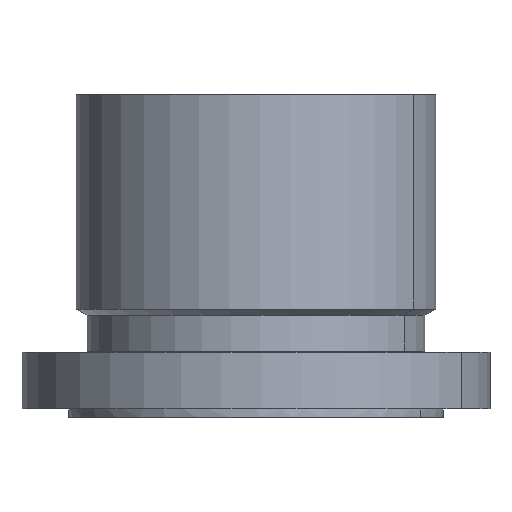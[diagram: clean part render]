
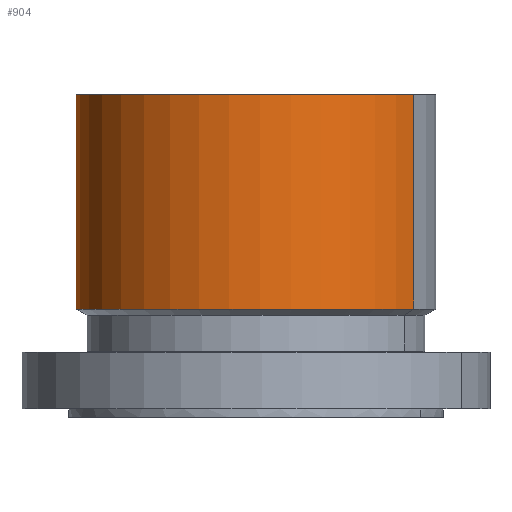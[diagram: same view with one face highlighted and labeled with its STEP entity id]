
A CAD part, left-side view. The second image highlights one B-rep face of the part: STEP entity #904.
In plain terms, the highlighted cylindrical face has radius 170.688 mm (diameter 341.376 mm), a partial arc.
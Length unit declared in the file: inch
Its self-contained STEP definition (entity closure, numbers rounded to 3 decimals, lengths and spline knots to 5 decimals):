
#852=AXIS2_PLACEMENT_3D('Circle Axis2P3D',#850,#851,$) ;
#865=AXIS2_PLACEMENT_3D('Cylinder Axis2P3D',#862,#863,#864) ;
#895=AXIS2_PLACEMENT_3D('Circle Axis2P3D',#893,#894,$) ;
#828=CARTESIAN_POINT('Vertex',(3.22174,5.89735,3.73671)) ;
#835=CARTESIAN_POINT('Vertex',(-3.22174,-5.89735,3.73671)) ;
#850=CARTESIAN_POINT('Axis2P3D Location',(0.,0.,3.73671)) ;
#862=CARTESIAN_POINT('Axis2P3D Location',(0.,0.,5.7185)) ;
#867=CARTESIAN_POINT('Line Origine',(3.22174,5.89735,7.74336)) ;
#871=CARTESIAN_POINT('Vertex',(3.22174,5.89735,11.75)) ;
#878=CARTESIAN_POINT('Vertex',(-3.22174,-5.89735,11.75)) ;
#881=CARTESIAN_POINT('Line Origine',(-3.22174,-5.89735,7.74336)) ;
#893=CARTESIAN_POINT('Axis2P3D Location',(0.,0.,11.75)) ;
#851=DIRECTION('Axis2P3D Direction',(-0.,0.,0.039)) ;
#863=DIRECTION('Axis2P3D Direction',(0.,0.,-0.039)) ;
#864=DIRECTION('Axis2P3D XDirection',(-0.019,-0.035,0.)) ;
#868=DIRECTION('Vector Direction',(0.,0.,-0.039)) ;
#882=DIRECTION('Vector Direction',(0.,0.,-0.039)) ;
#894=DIRECTION('Axis2P3D Direction',(0.,0.,-0.039)) ;
#869=VECTOR('Line Direction',#868,0.03937) ;
#883=VECTOR('Line Direction',#882,0.03937) ;
#899=ORIENTED_EDGE('',*,*,#854,.F.) ;
#900=ORIENTED_EDGE('',*,*,#885,.T.) ;
#901=ORIENTED_EDGE('',*,*,#897,.T.) ;
#902=ORIENTED_EDGE('',*,*,#873,.F.) ;
#904=ADVANCED_FACE('PartBody',(#903),#866,.T.) ;
#853=CIRCLE('generated circle',#852,6.72) ;
#896=CIRCLE('generated circle',#895,6.72) ;
#866=CYLINDRICAL_SURFACE('generated cylinder',#865,6.72) ;
#854=EDGE_CURVE('',#836,#829,#853,.F.) ;
#873=EDGE_CURVE('',#829,#872,#870,.F.) ;
#885=EDGE_CURVE('',#836,#879,#884,.F.) ;
#897=EDGE_CURVE('',#879,#872,#896,.T.) ;
#898=EDGE_LOOP('',(#899,#900,#901,#902)) ;
#903=FACE_OUTER_BOUND('',#898,.T.) ;
#870=LINE('Line',#867,#869) ;
#884=LINE('Line',#881,#883) ;
#829=VERTEX_POINT('',#828) ;
#836=VERTEX_POINT('',#835) ;
#872=VERTEX_POINT('',#871) ;
#879=VERTEX_POINT('',#878) ;
